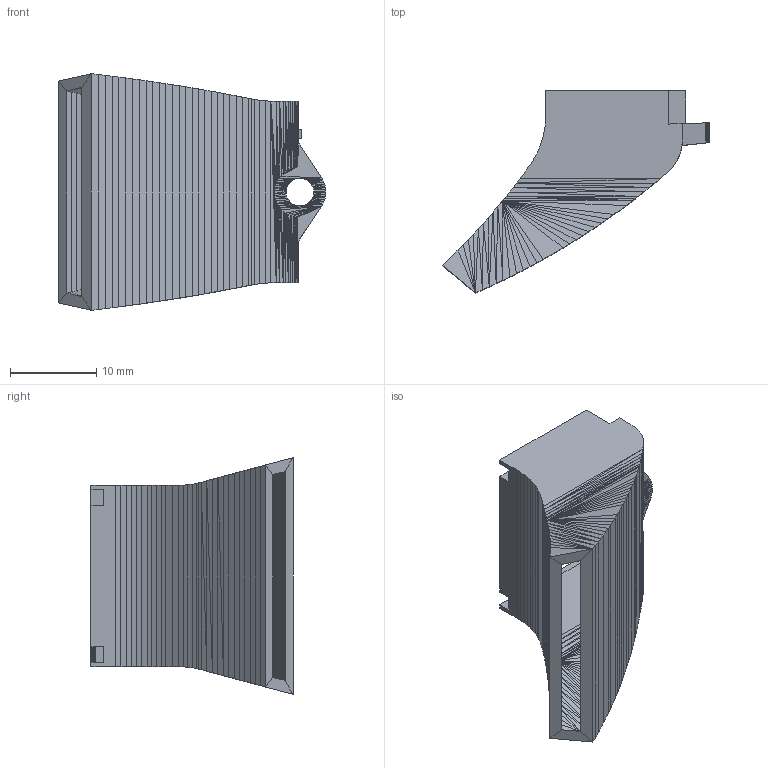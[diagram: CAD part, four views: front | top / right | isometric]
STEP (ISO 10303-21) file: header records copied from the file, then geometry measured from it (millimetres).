
FILE_DESCRIPTION(('FreeCAD Model'),'2;1');
FILE_NAME('4max_pro_fan_duct.step','2020-02-05T16:27:30',('Author'),(''), 'Open CASCADE STEP processor 7.3','FreeCAD','Unknown');
FILE_SCHEMA(('AUTOMOTIVE_DESIGN { 1 0 10303 214 1 1 1 1 }'));
Length unit declared in the file: millimetre
Products named in the file (1): _max_pro_fan_duct001001
Bounding box: 30.98 x 23.4 x 27.39 mm (x, y, z)
Surface area: 3953.2 mm2 (no closed solid volume)
Topology: 0 solids, 1 shells, 1080 faces, 1790 edges, 708 vertices
Faces by surface type: plane 1080
Entity records: 44512 total; most frequent: CARTESIAN_POINT 8533, DIRECTION 6158, LINE 3996, VECTOR 3996, ORIENTED_EDGE 3580, PCURVE 3580, DEFINITIONAL_REPRESENTATION 3580, EDGE_CURVE 1790
